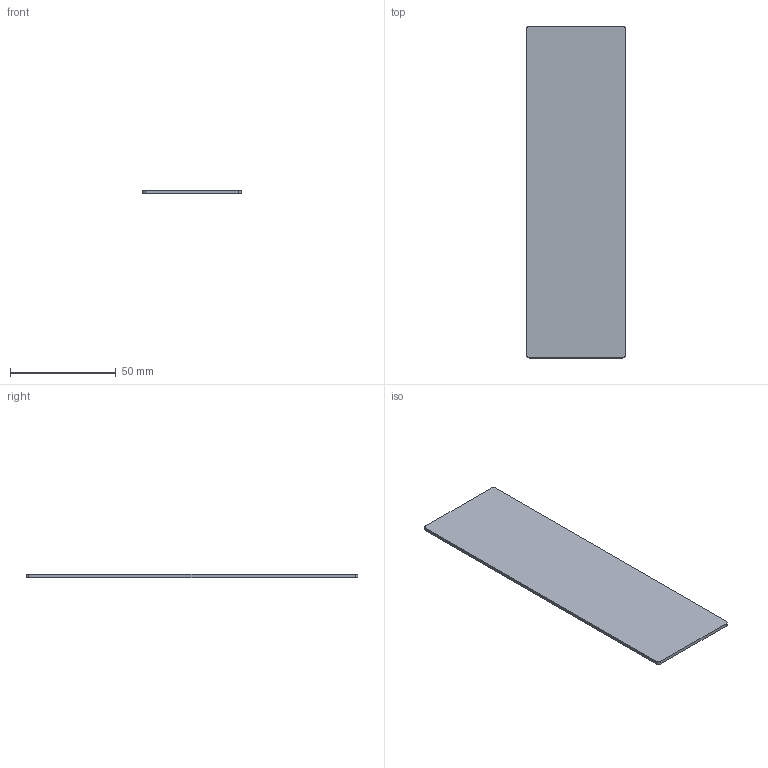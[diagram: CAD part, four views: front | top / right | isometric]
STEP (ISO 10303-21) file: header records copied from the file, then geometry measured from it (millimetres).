
FILE_DESCRIPTION (( 'STEP AP203' ), '1' );
FILE_NAME ('80553-ALU-L.step', '2017-08-09T13:54:56', ( '' ), ( '' ), 'SwSTEP 2.0', 'SolidWorks 2015', '' );
FILE_SCHEMA (( 'CONFIG_CONTROL_DESIGN' ));
Length unit declared in the file: millimetre
Products named in the file (1): 80553-ALU-L
Bounding box: 46.5 x 157 x 1.5 mm (x, y, z)
Volume: 10948.3 mm3; surface area: 15216.2 mm2
Topology: 1 solids, 1 shells, 253 faces, 675 edges, 450 vertices
Faces by surface type: plane 138, bspline 111, cylinder 4
Entity records: 13744 total; most frequent: CARTESIAN_POINT 8106, ORIENTED_EDGE 1350, DIRECTION 747, EDGE_CURVE 675, VERTEX_POINT 450, VECTOR 445, LINE 445, EDGE_LOOP 279
